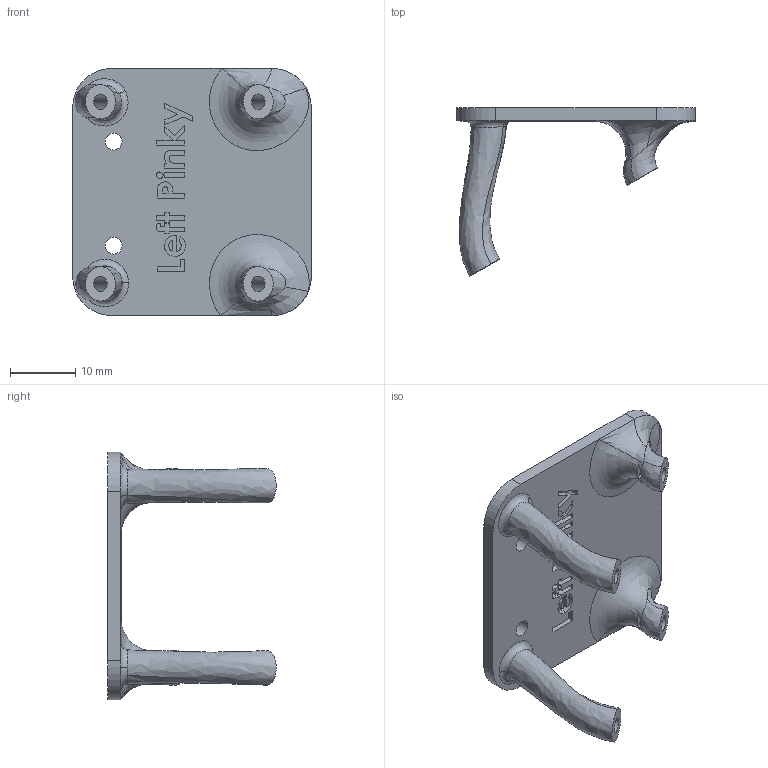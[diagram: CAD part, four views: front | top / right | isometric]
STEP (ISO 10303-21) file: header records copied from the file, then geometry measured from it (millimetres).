
FILE_DESCRIPTION (( 'STEP AP214' ), '1' );
FILE_NAME ('left_leapv2_palm_pinky_mount.STEP', '2025-06-13T20:04:22', ( '' ), ( '' ), 'SwSTEP 2.0', 'SolidWorks 2024', '' );
FILE_SCHEMA (( 'AUTOMOTIVE_DESIGN' ));
Length unit declared in the file: millimetre
Products named in the file (1): left_leapv2_palm_pinky_mount
Bounding box: 36.7 x 25.89 x 38 mm (x, y, z)
Volume: 4066.9 mm3; surface area: 4205 mm2
Topology: 1 solids, 1 shells, 162 faces, 432 edges, 286 vertices
Faces by surface type: plane 97, bspline 49, cylinder 16
Entity records: 8235 total; most frequent: CARTESIAN_POINT 4466, ORIENTED_EDGE 864, DIRECTION 606, EDGE_CURVE 432, VERTEX_POINT 286, VECTOR 274, LINE 274, EDGE_LOOP 184
